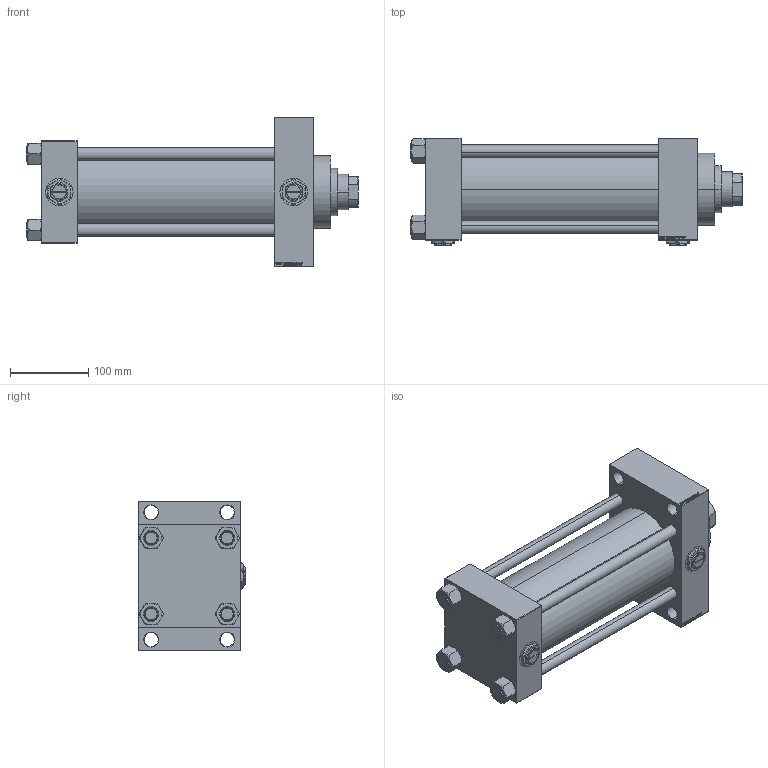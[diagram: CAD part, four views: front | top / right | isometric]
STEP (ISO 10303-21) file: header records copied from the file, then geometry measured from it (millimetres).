
FILE_DESCRIPTION (( 'STEP AP203' ), '1' );
FILE_NAME ('bb51.STEP', '2025-01-04T17:28:46', ( '' ), ( '' ), 'SwSTEP 2.0', 'SolidWorks 2019', '' );
FILE_SCHEMA (( 'CONFIG_CONTROL_DESIGN' ));
Length unit declared in the file: millimetre
Products named in the file (7): Zatka_pro_OIL_PORT 329923ec0f45b3497dbd2478570ac35a; V215_VC_A 329923ec0f45b3497dbd2478570ac35a; V215CR_D_Body 329923ec0f45b3497dbd2478570ac35a; V215CR_D_TYCINKA 329923ec0f45b3497dbd2478570ac35a; bb51; V215CR_VCP_D 329923ec0f45b3497dbd2478570ac35a; NUT_M5_D 329923ec0f45b3497dbd2478570ac35a
Assembly tree (13 placements, depth 2):
  bb51
    V215CR_D_Body 329923ec0f45b3497dbd2478570ac35a
    V215CR_VCP_D 329923ec0f45b3497dbd2478570ac35a
    NUT_M5_D 329923ec0f45b3497dbd2478570ac35a  x4
    V215CR_D_TYCINKA 329923ec0f45b3497dbd2478570ac35a  x4
    V215_VC_A 329923ec0f45b3497dbd2478570ac35a
    Zatka_pro_OIL_PORT 329923ec0f45b3497dbd2478570ac35a  x2
Bounding box: 423 x 137 x 190 mm (x, y, z)
Volume: 3198270 mm3; surface area: 537440.4 mm2
Topology: 13 solids, 13 shells, 1253 faces, 3136 edges, 2025 vertices
Faces by surface type: plane 593, bspline 368, cone 184, cylinder 100, torus 8
Entity records: 49793 total; most frequent: CARTESIAN_POINT 25859, ORIENTED_EDGE 5344, DIRECTION 3534, EDGE_CURVE 2672, VERTEX_POINT 1745, VECTOR 1570, LINE 1570, EDGE_LOOP 1193
